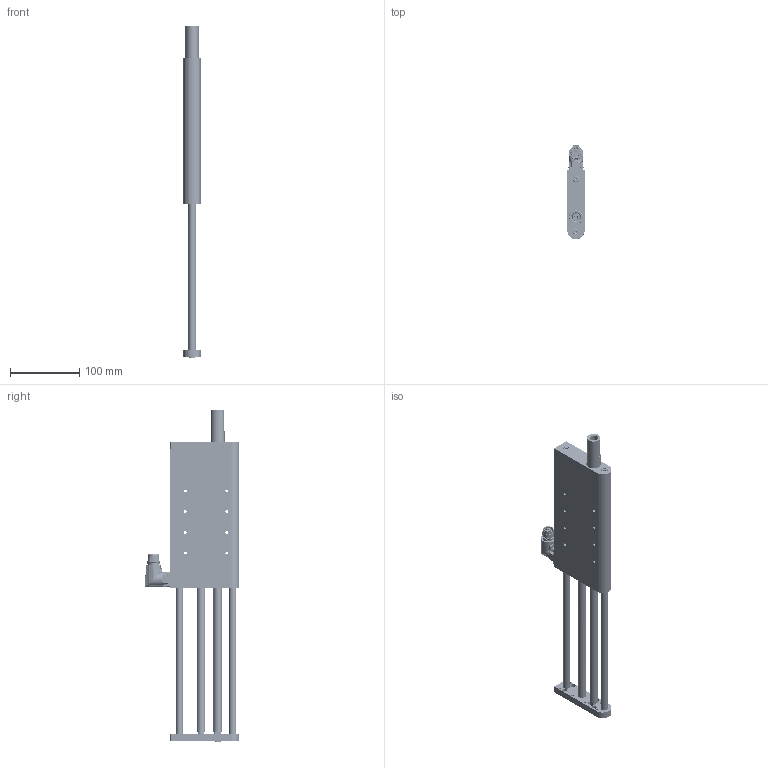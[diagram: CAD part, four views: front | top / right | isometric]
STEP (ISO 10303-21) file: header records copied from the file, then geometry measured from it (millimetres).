
FILE_DESCRIPTION (( 'STEP AP214' ), '1' );
FILE_NAME ('0186-2175_250416_DM03-23x160H-XP-R-210_MSxx.STEP', '2025-04-16T07:41:38', ( '' ), ( '' ), 'SwSTEP 2.0', 'SolidWorks 2024', '' );
FILE_SCHEMA (( 'AUTOMOTIVE_DESIGN' ));
Length unit declared in the file: millimetre
Products named in the file (23): 0186-2270_PL01-12x420!380-XP; 0230-0332_Lins.-Schr_I-6rd_M2.5x6_INOX-Tuf; Läufer_beweglich_DM03-23x160F-XP-R-210_MSxx_Hub = 210; 0230-0691_Linearkugellager_LBBR_12-LS-LGFP; DM03h-23x160H-XP-R-210_MSxx_CS00; DSB03k-23x200; 0150-3128_MC01-Rw!m_GANZ; 0180-1530_DL01-10x...-2M5_DL01-10x416; 0180-2905_DM03k-23-MSV; 0186-0061_ML01-12x290!240_ML01-12x290!240; 0160-0624_Lins.-Schr_I-6rd_M2.5x12_INOX; 0186-2175_250416_DM03-23x160H-XP-R-210_MSxx; 0250-1034_MA01-PR02-2.9_MA01-PR02-DH-2,9; 0150-4086_PAW01-12-LF_PAW01-12; 0180-2699_DM01k-23-AGS; 112739-7; 0230-0680_Zyl.-Schr_I-6kt_n-K_M5x14_8.8_v-b; 0230-0640_Gew.-Stift_I-6kt_R-sch_M4x5_v-b; 0230-0035_zyl.-schr._i-6kt_M5x14_8.8_v-b; 0186-0064_MS01-20!220_Vereinfacht; 0180-2972_DM03k-23-H; 0180-4126_DM03K-23-KAS; MC01-Rw!m_fuss_Fuss
Assembly tree (45 placements, depth 4):
  0186-2175_250416_DM03-23x160H-XP-R-210_MSxx
    DM03h-23x160H-XP-R-210_MSxx_CS00
      DSB03k-23x200
      0230-0691_Linearkugellager_LBBR_12-LS-LGFP  x4
      0180-2699_DM01k-23-AGS
      0180-4126_DM03K-23-KAS
      0150-3128_MC01-Rw!m_GANZ
        112739-7
        MC01-Rw!m_fuss_Fuss
      0150-4086_PAW01-12-LF_PAW01-12  x2
      0230-0332_Lins.-Schr_I-6rd_M2.5x6_INOX-Tuf  x2
      0160-0624_Lins.-Schr_I-6rd_M2.5x12_INOX  x2
      0230-0640_Gew.-Stift_I-6kt_R-sch_M4x5_v-b  x13
      0186-0064_MS01-20!220_Vereinfacht
    Läufer_beweglich_DM03-23x160F-XP-R-210_MSxx_Hub = 210
      0180-2905_DM03k-23-MSV
      0180-1530_DL01-10x...-2M5_DL01-10x416  x2
      0186-2270_PL01-12x420!380-XP
      0250-1034_MA01-PR02-2.9_MA01-PR02-DH-2,9
      0186-0061_ML01-12x290!240_ML01-12x290!240
      0180-2972_DM03k-23-H
      0230-0680_Zyl.-Schr_I-6kt_n-K_M5x14_8.8_v-b
      0230-0035_zyl.-schr._i-6kt_M5x14_8.8_v-b  x5
Bounding box: 25 x 136.55 x 480.2 mm (x, y, z)
Volume: 597358.1 mm3; surface area: 265367.8 mm2
Topology: 52 solids, 52 shells, 3932 faces, 9671 edges, 5947 vertices
Faces by surface type: plane 1305, cylinder 899, bspline 857, cone 747, torus 121, sphere 3
Full cylindrical faces by diameter (mm): 0.6 x5, 1 x4, 1.1 x5, 2.05 x5, 2.1 x4, 2.4 x2, 2.501 x24, 2.7 x4, 3.1 x50, 3.2 x3, 3.3 x44, 4 x100, 4.2 x8, 4.3 x8, 4.5 x4, 4.8 x1, 5 x104, 5.3 x5, 6 x1, 6.8 x1, 7.3 x4, 8.5 x6, 9.5 x4, 10 x18, 10.5 x2, 11.5 x1, 12 x8, 13 x1, 13.4 x2, 14 x16
Entity records: 128135 total; most frequent: CARTESIAN_POINT 60716, ORIENTED_EDGE 13354, DIRECTION 10380, EDGE_CURVE 6677, VERTEX_POINT 4455, AXIS2_PLACEMENT_3D 3891, EDGE_LOOP 3614, FACE_OUTER_BOUND 3147
